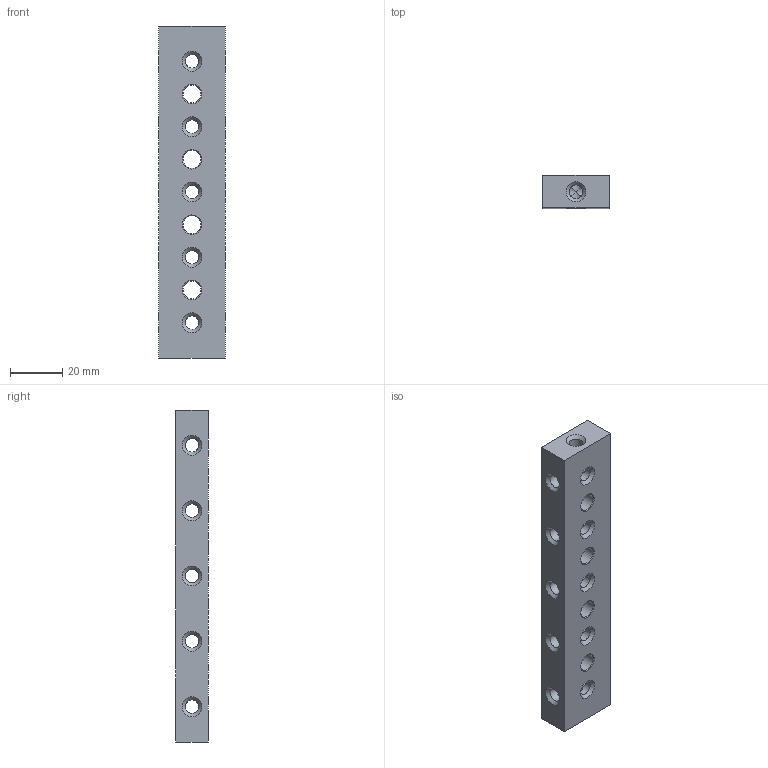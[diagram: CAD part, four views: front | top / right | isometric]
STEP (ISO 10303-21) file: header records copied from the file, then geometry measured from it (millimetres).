
FILE_DESCRIPTION (( 'STEP AP203' ), '1' );
FILE_NAME ('09360000M_step.STEP', '2023-11-27T22:44:42', ( '' ), ( '' ), 'SwSTEP 2.0', 'SolidWorks 2023', '' );
FILE_SCHEMA (( 'CONFIG_CONTROL_DESIGN' ));
Length unit declared in the file: inch
Products named in the file (1): 09360000M_step
Bounding box: 25.4 x 12.45 x 127 mm (x, y, z)
Volume: 32247.6 mm3; surface area: 13557.6 mm2
Topology: 1 solids, 1 shells, 370 faces, 1045 edges, 682 vertices
Faces by surface type: plane 264, bspline 39, cylinder 37, cone 30
Full cylindrical faces by diameter (mm): 5.207 x22, 6.807 x4, 11.252 x4
Entity records: 13767 total; most frequent: CARTESIAN_POINT 4679, ORIENTED_EDGE 1936, DIRECTION 1608, EDGE_CURVE 968, LINE 780, VECTOR 780, VERTEX_POINT 665, EDGE_LOOP 477
